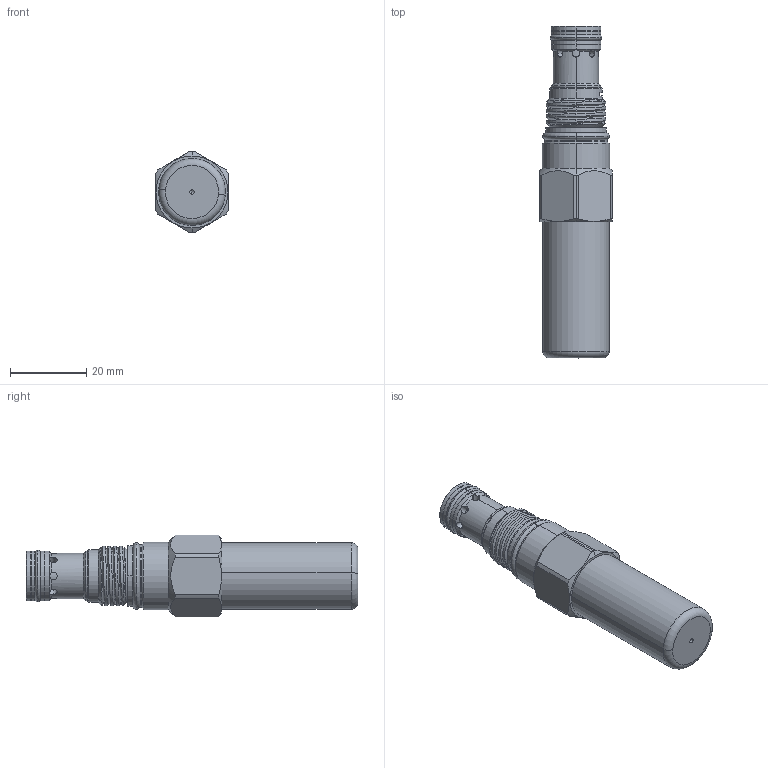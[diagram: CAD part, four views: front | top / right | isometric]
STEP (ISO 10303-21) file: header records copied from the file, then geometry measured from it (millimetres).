
FILE_DESCRIPTION (( 'STEP AP203' ), '1' );
FILE_NAME ('RP162A20-C.STEP', '2020-03-23T06:53:04', ( '' ), ( '' ), 'SwSTEP 2.0', 'SolidWorks 2018', '' );
FILE_SCHEMA (( 'CONFIG_CONTROL_DESIGN' ));
Length unit declared in the file: millimetre
Products named in the file (1): RP162A20-C
Bounding box: 19.05 x 87.22 x 21.4 mm (x, y, z)
Volume: 16002 mm3; surface area: 10216.6 mm2
Topology: 6 solids, 6 shells, 259 faces, 640 edges, 401 vertices
Faces by surface type: cylinder 146, plane 52, cone 38, torus 20, bspline 3
Entity records: 14473 total; most frequent: CARTESIAN_POINT 8565, ORIENTED_EDGE 1276, DIRECTION 1177, EDGE_CURVE 638, AXIS2_PLACEMENT_3D 481, VERTEX_POINT 401, EDGE_LOOP 281, ADVANCED_FACE 259
